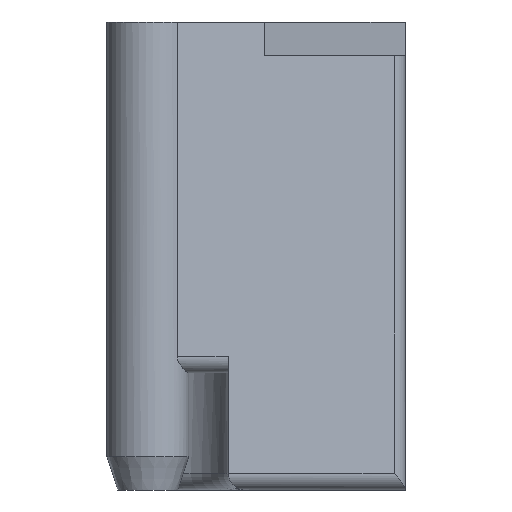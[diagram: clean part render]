
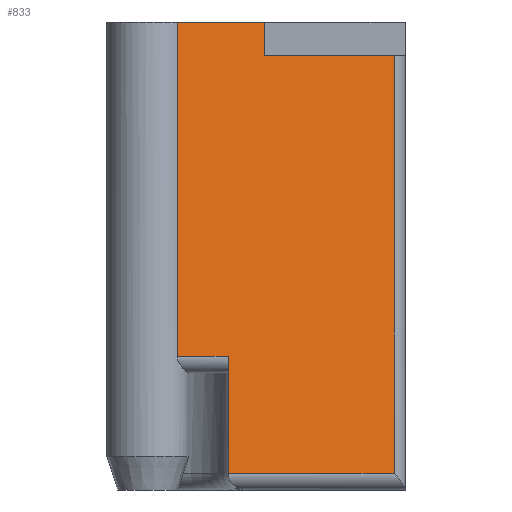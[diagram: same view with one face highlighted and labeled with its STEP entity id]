
A CAD part, front view. The second image highlights one B-rep face of the part: STEP entity #833.
In plain terms, the highlighted planar face has unit normal (0.342, -0.94, 0).
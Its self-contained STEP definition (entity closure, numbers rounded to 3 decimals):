
#30=PLANE('',#907);
#71=FACE_OUTER_BOUND('',#119,.T.);
#119=EDGE_LOOP('',(#607,#608,#609,#610,#611,#612,#613,#614));
#165=LINE('',#1250,#259);
#167=LINE('',#1256,#261);
#175=LINE('',#1273,#269);
#176=LINE('',#1288,#270);
#177=LINE('',#1290,#271);
#178=LINE('',#1292,#272);
#179=LINE('',#1294,#273);
#180=LINE('',#1295,#274);
#259=VECTOR('',#992,10.);
#261=VECTOR('',#998,10.);
#269=VECTOR('',#1010,10.);
#270=VECTOR('',#1015,10.);
#271=VECTOR('',#1016,10.);
#272=VECTOR('',#1017,10.);
#273=VECTOR('',#1018,10.);
#274=VECTOR('',#1019,10.);
#375=VERTEX_POINT('',#1213);
#381=VERTEX_POINT('',#1248);
#383=VERTEX_POINT('',#1254);
#390=VERTEX_POINT('',#1272);
#392=VERTEX_POINT('',#1287);
#393=VERTEX_POINT('',#1289);
#394=VERTEX_POINT('',#1291);
#395=VERTEX_POINT('',#1293);
#463=EDGE_CURVE('',#381,#375,#165,.T.);
#466=EDGE_CURVE('',#383,#381,#167,.T.);
#474=EDGE_CURVE('',#375,#390,#175,.T.);
#477=EDGE_CURVE('',#383,#392,#176,.T.);
#478=EDGE_CURVE('',#392,#393,#177,.T.);
#479=EDGE_CURVE('',#394,#393,#178,.T.);
#480=EDGE_CURVE('',#394,#395,#179,.T.);
#481=EDGE_CURVE('',#390,#395,#180,.T.);
#607=ORIENTED_EDGE('',*,*,#463,.F.);
#608=ORIENTED_EDGE('',*,*,#466,.F.);
#609=ORIENTED_EDGE('',*,*,#477,.T.);
#610=ORIENTED_EDGE('',*,*,#478,.T.);
#611=ORIENTED_EDGE('',*,*,#479,.F.);
#612=ORIENTED_EDGE('',*,*,#480,.T.);
#613=ORIENTED_EDGE('',*,*,#481,.F.);
#614=ORIENTED_EDGE('',*,*,#474,.F.);
#833=ADVANCED_FACE('',(#71),#30,.T.);
#907=AXIS2_PLACEMENT_3D('',#1286,#1013,#1014);
#992=DIRECTION('',(-0.94,-0.342,0.));
#998=DIRECTION('',(0.,0.,-1.));
#1010=DIRECTION('',(0.,0.,1.));
#1013=DIRECTION('center_axis',(0.342,-0.94,0.));
#1014=DIRECTION('ref_axis',(-0.94,-0.342,0.));
#1015=DIRECTION('',(-0.94,-0.342,0.));
#1016=DIRECTION('',(0.,0.,1.));
#1017=DIRECTION('',(0.94,0.342,0.));
#1018=DIRECTION('',(0.,0.,-1.));
#1019=DIRECTION('',(-0.94,-0.342,0.));
#1213=CARTESIAN_POINT('',(4.814,-0.589,-27.));
#1248=CARTESIAN_POINT('',(14.742,3.024,-27.));
#1250=CARTESIAN_POINT('',(13.483,2.566,-27.));
#1254=CARTESIAN_POINT('',(14.742,3.024,-2.));
#1256=CARTESIAN_POINT('',(14.742,3.024,0.));
#1272=CARTESIAN_POINT('',(4.814,-0.589,-20.));
#1273=CARTESIAN_POINT('',(4.814,-0.589,-21.));
#1286=CARTESIAN_POINT('Origin',(15.4,3.264,0.));
#1287=CARTESIAN_POINT('',(6.982,0.2,-2.));
#1288=CARTESIAN_POINT('',(13.295,2.498,-2.));
#1289=CARTESIAN_POINT('',(6.982,0.2,0.));
#1290=CARTESIAN_POINT('',(6.982,0.2,0.));
#1291=CARTESIAN_POINT('',(1.766,-1.699,0.));
#1292=CARTESIAN_POINT('',(-0.261,-2.436,0.));
#1293=CARTESIAN_POINT('',(1.766,-1.699,-20.));
#1294=CARTESIAN_POINT('',(1.766,-1.699,0.));
#1295=CARTESIAN_POINT('',(12.707,2.284,-20.));
